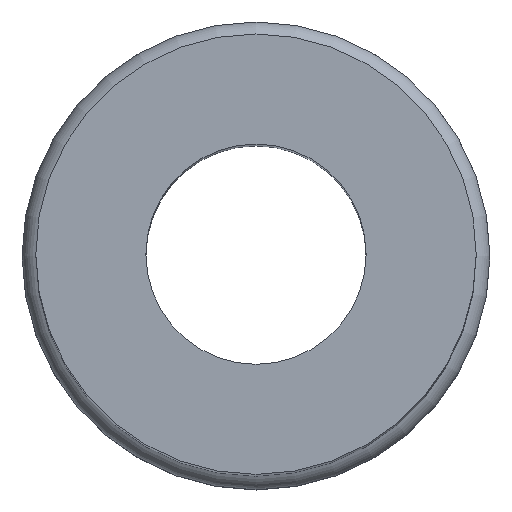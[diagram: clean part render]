
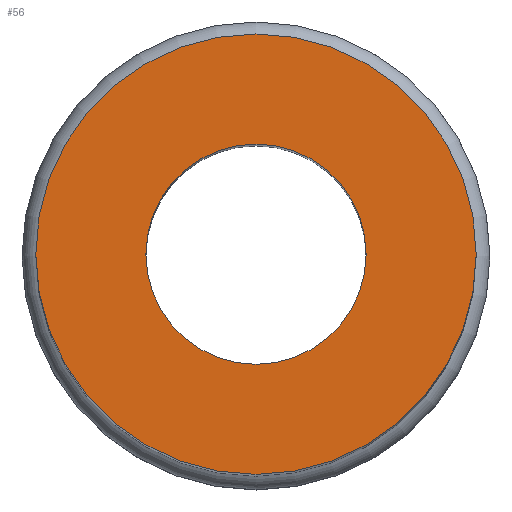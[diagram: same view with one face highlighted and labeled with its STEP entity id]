
A CAD part, top view. The second image highlights one B-rep face of the part: STEP entity #56.
In plain terms, the highlighted planar face has unit normal (0, 0, 1).
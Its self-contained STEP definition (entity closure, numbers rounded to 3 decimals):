
#56=ADVANCED_FACE('240[2]',(#118,#119),#120,.T.);
#60=EDGE_CURVE('240[2]',#125,#125,#126,.T.);
#75=EDGE_CURVE('240[2]',#149,#149,#150,.T.);
#118=FACE_OUTER_BOUND('',#189,.T.);
#119=FACE_BOUND('',#190,.T.);
#120=PLANE('',#191);
#125=VERTEX_POINT('',#198);
#126=CIRCLE('',#199,8.0);
#149=VERTEX_POINT('',#228);
#150=CIRCLE('',#229,4.0);
#189=EDGE_LOOP('',(#257));
#190=EDGE_LOOP('',(#258));
#191=AXIS2_PLACEMENT_3D('',#259,#260,#261);
#198=CARTESIAN_POINT('',(0.,8.0,37.0));
#199=AXIS2_PLACEMENT_3D('',#265,#266,#267);
#228=CARTESIAN_POINT('',(0.,4.0,37.0));
#229=AXIS2_PLACEMENT_3D('',#292,#293,#294);
#257=ORIENTED_EDGE('',*,*,#60,.F.);
#258=ORIENTED_EDGE('',*,*,#75,.T.);
#259=CARTESIAN_POINT('',(0.,6.0,37.0));
#260=DIRECTION('',(0.,0.,1.0));
#261=DIRECTION('',(0.,-1.0,0.));
#265=CARTESIAN_POINT('',(0.,0.,37.0));
#266=DIRECTION('',(0.,0.,-1.0));
#267=DIRECTION('',(0.,1.0,0.));
#292=CARTESIAN_POINT('',(0.,0.,37.0));
#293=DIRECTION('',(0.,0.,-1.0));
#294=DIRECTION('',(0.,1.0,0.));
